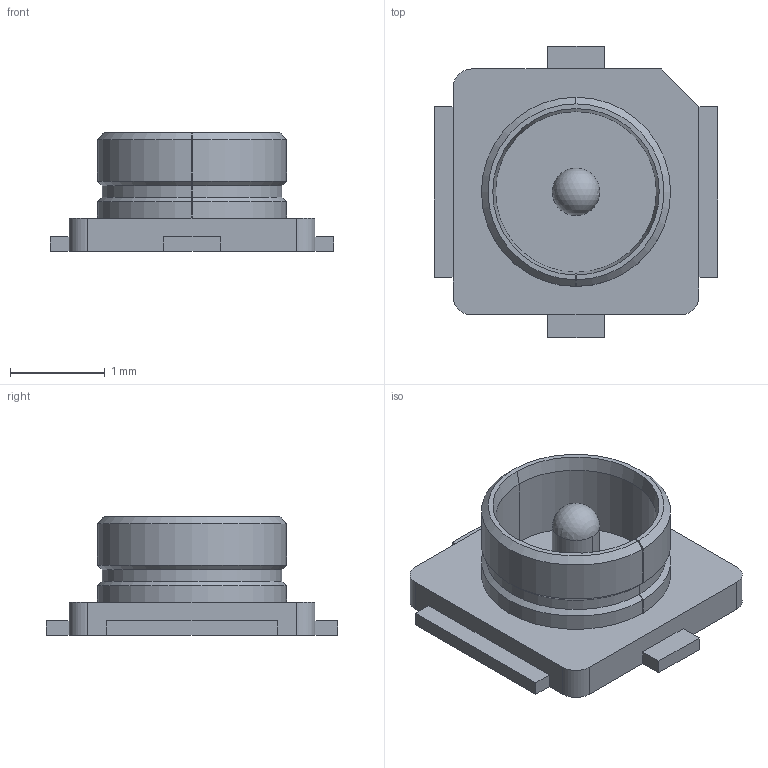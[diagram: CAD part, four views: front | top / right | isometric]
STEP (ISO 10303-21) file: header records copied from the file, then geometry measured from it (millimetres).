
FILE_DESCRIPTION(('STEP AP242'),'1');
FILE_NAME('0734120110.stp','2024-10-25T13:09:50',('TraceParts'),('TraceParts S.A.'),'Spatial InterOp 3D',' ',' ');
FILE_SCHEMA(('AP242_MANAGED_MODEL_BASED_3D_ENGINEERING_MIM_LF {1 0 10303 442 1 1 4}'));
Length unit declared in the file: millimetre
Products named in the file (1): 0734120110
Bounding box: 3 x 3.08 x 1.25 mm (x, y, z)
Volume: 3.3 mm3; surface area: 31.3 mm2
Topology: 1 solids, 1 shells, 53 faces, 143 edges, 91 vertices
Faces by surface type: plane 26, cylinder 15, cone 8, torus 2, sphere 2
Entity records: 1660 total; most frequent: DIRECTION 289, CARTESIAN_POINT 284, ORIENTED_EDGE 278, EDGE_CURVE 139, LINE 97, VECTOR 97, AXIS2_PLACEMENT_3D 96, VERTEX_POINT 91
